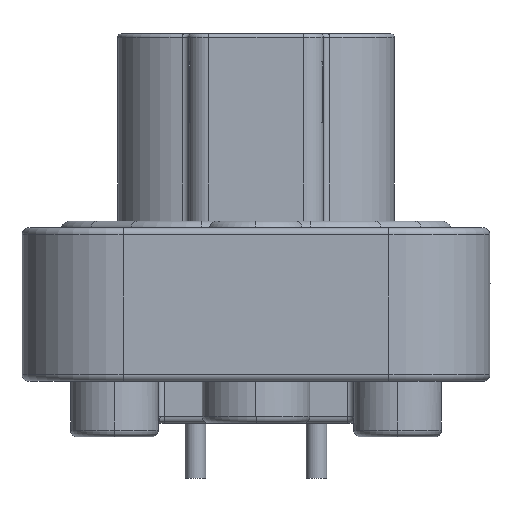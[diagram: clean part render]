
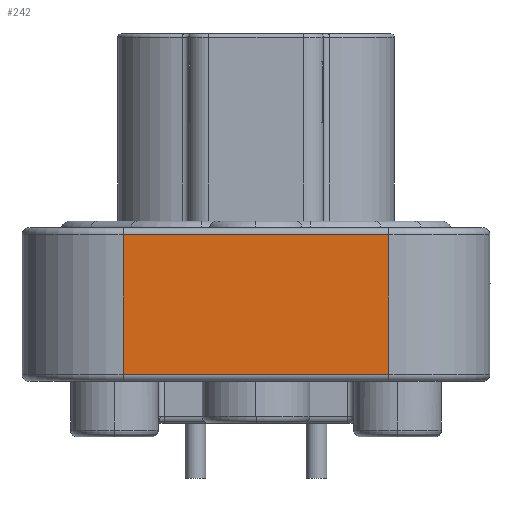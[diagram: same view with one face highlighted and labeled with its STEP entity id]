
A CAD part, left-side view. The second image highlights one B-rep face of the part: STEP entity #242.
In plain terms, the highlighted planar face has unit normal (-1, 0, 0).
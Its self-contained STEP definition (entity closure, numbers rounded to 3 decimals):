
#242=ADVANCED_FACE('',(#841),#842,.T.);
#841=FACE_OUTER_BOUND('',#1626,.T.);
#842=PLANE('',#1627);
#1626=EDGE_LOOP('',(#5670,#5671,#5672,#5673));
#1627=AXIS2_PLACEMENT_3D('',#5674,#5675,#5676);
#5670=ORIENTED_EDGE('',*,*,#7676,.T.);
#5671=ORIENTED_EDGE('',*,*,#7561,.F.);
#5672=ORIENTED_EDGE('',*,*,#7675,.F.);
#5673=ORIENTED_EDGE('',*,*,#7672,.F.);
#5674=CARTESIAN_POINT('',(-19.177,-10.008,-14.859));
#5675=DIRECTION('',(-1.0,0.0,0.0));
#5676=DIRECTION('',(0.0,0.0,1.0));
#7561=EDGE_CURVE('',#8901,#8904,#8905,.T.);
#7672=EDGE_CURVE('',#9076,#9079,#9080,.T.);
#7675=EDGE_CURVE('',#9079,#8901,#9083,.T.);
#7676=EDGE_CURVE('',#9076,#8904,#9084,.T.);
#8901=VERTEX_POINT('',#11084);
#8904=VERTEX_POINT('',#11087);
#8905=LINE('',#11088,#11089);
#9076=VERTEX_POINT('',#11333);
#9079=VERTEX_POINT('',#11336);
#9080=LINE('',#11337,#11338);
#9083=LINE('',#11341,#11342);
#9084=LINE('',#11343,#11344);
#11084=CARTESIAN_POINT('',(-19.177,10.008,-15.113));
#11087=CARTESIAN_POINT('',(-19.177,-10.008,-15.113));
#11088=CARTESIAN_POINT('',(-19.177,10.008,-15.113));
#11089=VECTOR('',#13620,20.015);
#11333=CARTESIAN_POINT('',(-19.177,-10.008,-25.654));
#11336=CARTESIAN_POINT('',(-19.177,10.008,-25.654));
#11337=CARTESIAN_POINT('',(-19.177,-10.008,-25.654));
#11338=VECTOR('',#13879,20.015);
#11341=CARTESIAN_POINT('',(-19.177,10.008,-25.654));
#11342=VECTOR('',#13886,10.541);
#11343=CARTESIAN_POINT('',(-19.177,-10.008,-25.654));
#11344=VECTOR('',#13887,10.541);
#13620=DIRECTION('',(0.0,-1.0,0.0));
#13879=DIRECTION('',(0.0,1.0,0.0));
#13886=DIRECTION('',(0.0,0.0,1.0));
#13887=DIRECTION('',(0.0,0.0,1.0));
